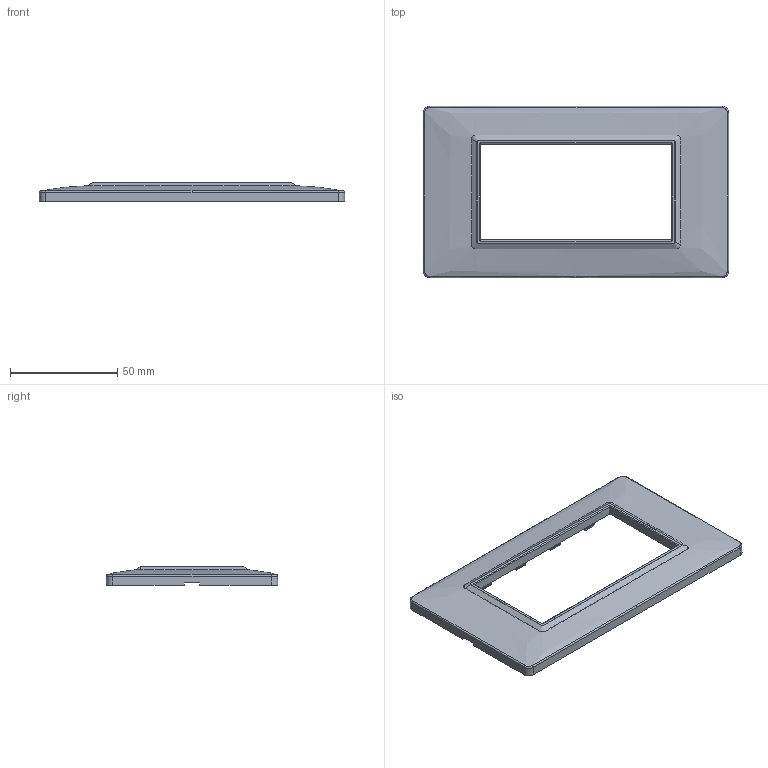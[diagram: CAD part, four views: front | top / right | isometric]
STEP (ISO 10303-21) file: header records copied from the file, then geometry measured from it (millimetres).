
FILE_DESCRIPTION (( 'STEP AP214' ), '1' );
FILE_NAME ('FOUR-WAY-FRAME.STEP', '2024-01-27T05:02:11', ( '' ), ( '' ), 'SwSTEP 2.0', 'SolidWorks 2016', '' );
FILE_SCHEMA (( 'AUTOMOTIVE_DESIGN' ));
Length unit declared in the file: millimetre
Products named in the file (1): FOUR-WAY-FRAME
Bounding box: 142.4 x 80 x 8.8 mm (x, y, z)
Volume: 15448.5 mm3; surface area: 21604.2 mm2
Topology: 1 solids, 1 shells, 990 faces, 2823 edges, 1876 vertices
Faces by surface type: plane 594, bspline 340, cylinder 44, cone 12
Entity records: 64517 total; most frequent: CARTESIAN_POINT 42385, ORIENTED_EDGE 5646, DIRECTION 2993, EDGE_CURVE 2823, VERTEX_POINT 1876, B_SPLINE_CURVE_WITH_KNOTS 1293, VECTOR 1249, LINE 1249
